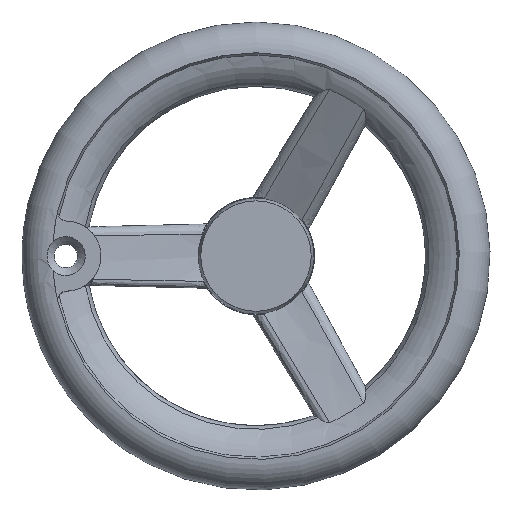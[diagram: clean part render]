
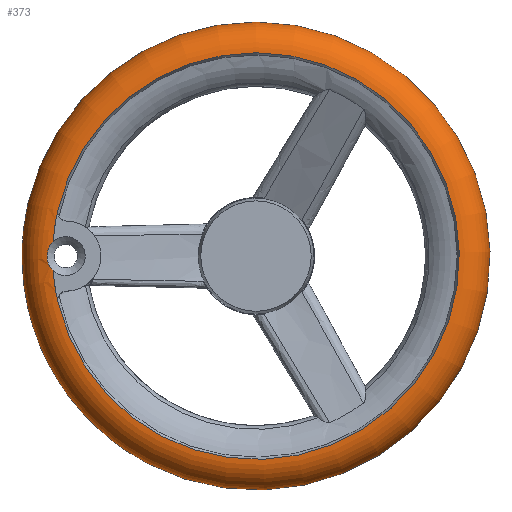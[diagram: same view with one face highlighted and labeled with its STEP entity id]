
A CAD part, left-side view. The second image highlights one B-rep face of the part: STEP entity #373.
In plain terms, the highlighted toroidal (fillet/blend) face has major radius 69.5 mm and minor radius 10.5 mm.
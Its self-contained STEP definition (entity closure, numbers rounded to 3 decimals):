
#373=ADVANCED_FACE('',(#751,#752),#494,.T.);
#494=TOROIDAL_SURFACE('',#2240,69.5,10.5);
#505=B_SPLINE_CURVE_WITH_KNOTS('',3,(#2753,#2754,#2755,#2756,#2757,#2758),
.UNSPECIFIED.,.F.,.F.,(4,2,4),(0.,0.5,1.),.UNSPECIFIED.);
#751=FACE_BOUND('',#780,.T.);
#752=FACE_BOUND('',#781,.T.);
#780=EDGE_LOOP('',(#921));
#781=EDGE_LOOP('',(#922,#923,#924,#925));
#921=ORIENTED_EDGE('',*,*,#1812,.T.);
#922=ORIENTED_EDGE('',*,*,#1813,.F.);
#923=ORIENTED_EDGE('',*,*,#1814,.F.);
#924=ORIENTED_EDGE('',*,*,#1815,.F.);
#925=ORIENTED_EDGE('',*,*,#1816,.F.);
#1589=VERTEX_POINT('',#2752);
#1590=VERTEX_POINT('',#2759);
#1591=VERTEX_POINT('',#2760);
#1592=VERTEX_POINT('',#2762);
#1593=VERTEX_POINT('',#2764);
#1812=EDGE_CURVE('',#1589,#1589,#2146,.T.);
#1813=EDGE_CURVE('',#1590,#1591,#505,.T.);
#1814=EDGE_CURVE('',#1592,#1590,#2147,.T.);
#1815=EDGE_CURVE('',#1593,#1592,#2148,.T.);
#1816=EDGE_CURVE('',#1591,#1593,#2149,.T.);
#2146=CIRCLE('',#2236,76.848);
#2147=CIRCLE('',#2237,69.5);
#2148=CIRCLE('',#2238,69.5);
#2149=CIRCLE('',#2239,69.5);
#2236=AXIS2_PLACEMENT_3D('',#2751,#2397,#2398);
#2237=AXIS2_PLACEMENT_3D('',#2761,#2399,#2400);
#2238=AXIS2_PLACEMENT_3D('',#2763,#2401,#2402);
#2239=AXIS2_PLACEMENT_3D('',#2765,#2403,#2404);
#2240=AXIS2_PLACEMENT_3D('',#2766,#2405,#2406);
#2397=DIRECTION('',(-1.,0.,0.));
#2398=DIRECTION('',(0.,0.,1.));
#2399=DIRECTION('',(-1.,0.,0.));
#2400=DIRECTION('',(0.,0.,1.));
#2401=DIRECTION('',(-1.,0.,0.));
#2402=DIRECTION('',(0.,0.,1.));
#2403=DIRECTION('',(-1.,0.,0.));
#2404=DIRECTION('',(0.,0.,1.));
#2405=DIRECTION('',(-1.,0.,0.));
#2406=DIRECTION('',(0.,0.,1.));
#2751=CARTESIAN_POINT('',(362.404,181.771,0.));
#2752=CARTESIAN_POINT('',(362.404,181.771,76.848));
#2753=CARTESIAN_POINT('',(344.404,251.093,4.981));
#2754=CARTESIAN_POINT('',(344.404,252.497,3.763));
#2755=CARTESIAN_POINT('',(344.581,253.192,1.858));
#2756=CARTESIAN_POINT('',(344.58,253.186,-1.88));
#2757=CARTESIAN_POINT('',(344.404,252.495,-3.765));
#2758=CARTESIAN_POINT('',(344.404,251.093,-4.981));
#2759=CARTESIAN_POINT('',(344.404,251.093,4.981));
#2760=CARTESIAN_POINT('',(344.404,251.093,-4.981));
#2761=CARTESIAN_POINT('',(344.404,181.771,0.));
#2762=CARTESIAN_POINT('',(344.404,249.494,15.618));
#2763=CARTESIAN_POINT('',(344.404,181.771,0.));
#2764=CARTESIAN_POINT('',(344.404,249.494,-15.618));
#2765=CARTESIAN_POINT('',(344.404,181.771,0.));
#2766=CARTESIAN_POINT('',(354.904,181.771,0.));
